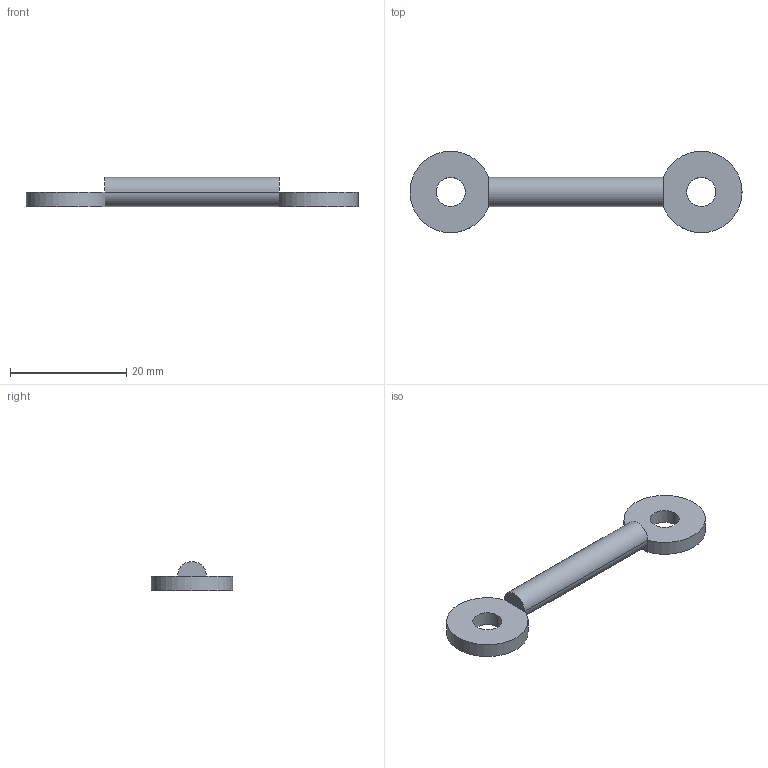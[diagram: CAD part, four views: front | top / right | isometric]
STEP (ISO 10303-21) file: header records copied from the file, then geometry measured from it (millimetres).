
FILE_DESCRIPTION (( 'STEP AP203' ), '1' );
FILE_NAME ('entre_barras1_Default_sldprt.STEP', '2025-03-29T18:33:54', ( '' ), ( '' ), 'SwSTEP 2.0', 'SolidWorks 2024', '' );
FILE_SCHEMA (( 'CONFIG_CONTROL_DESIGN' ));
Length unit declared in the file: millimetre
Products named in the file (1): entre_barras1_Default_sldprt
Bounding box: 57.08 x 14 x 5 mm (x, y, z)
Volume: 1252.8 mm3; surface area: 1300.1 mm2
Topology: 1 solids, 1 shells, 19 faces, 37 edges, 20 vertices
Faces by surface type: plane 10, cylinder 9
Entity records: 564 total; most frequent: DIRECTION 97, CARTESIAN_POINT 77, ORIENTED_EDGE 74, AXIS2_PLACEMENT_3D 40, EDGE_CURVE 37, EDGE_LOOP 23, VERTEX_POINT 20, CIRCLE 20
